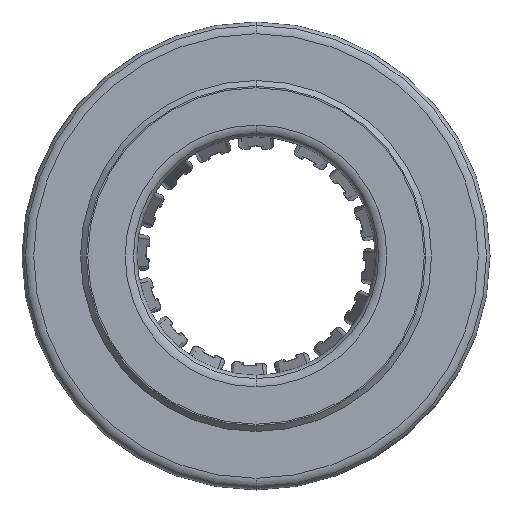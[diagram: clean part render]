
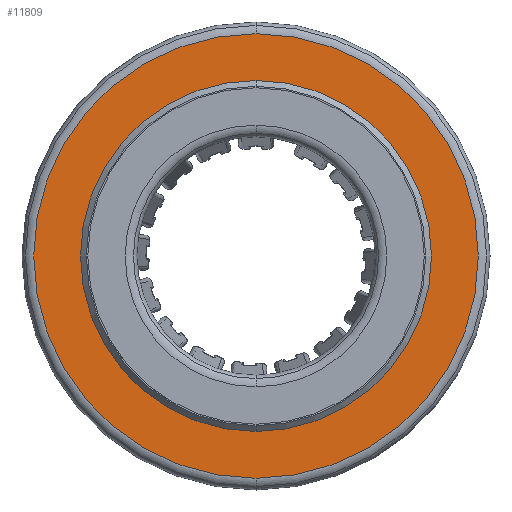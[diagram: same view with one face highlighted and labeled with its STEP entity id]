
A CAD part, front view. The second image highlights one B-rep face of the part: STEP entity #11809.
In plain terms, the highlighted planar face has unit normal (0, -1, 0).
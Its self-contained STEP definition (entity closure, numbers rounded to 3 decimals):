
#1906=CARTESIAN_POINT('',(0.,0.4,0.));
#1907=DIRECTION('',(0.,-1.,0.));
#1908=DIRECTION('',(0.,0.,1.));
#1909=AXIS2_PLACEMENT_3D('',#1906,#1907,#1908);
#1911=CARTESIAN_POINT('',(0.,0.4,0.));
#1912=DIRECTION('',(0.,-1.,0.));
#1913=DIRECTION('',(0.,0.,-1.));
#1914=AXIS2_PLACEMENT_3D('',#1911,#1912,#1913);
#1916=CARTESIAN_POINT('',(0.,0.4,0.));
#1917=DIRECTION('',(0.,1.,0.));
#1918=DIRECTION('',(0.,0.,-1.));
#1919=AXIS2_PLACEMENT_3D('',#1916,#1917,#1918);
#1921=CARTESIAN_POINT('',(0.,0.4,0.));
#1922=DIRECTION('',(0.,1.,0.));
#1923=DIRECTION('',(0.,0.,1.));
#1924=AXIS2_PLACEMENT_3D('',#1921,#1922,#1923);
#10447=CARTESIAN_POINT('',(0.,0.4,-6.));
#10449=VERTEX_POINT('',#10447);
#10451=CARTESIAN_POINT('',(0.,0.4,6.));
#10453=VERTEX_POINT('',#10451);
#10493=CARTESIAN_POINT('',(0.,0.4,-7.6));
#10495=VERTEX_POINT('',#10493);
#10499=CARTESIAN_POINT('',(0.,0.4,7.6));
#10500=VERTEX_POINT('',#10499);
#11794=CARTESIAN_POINT('',(0.,0.4,8.));
#11795=DIRECTION('',(0.,1.,0.));
#11796=DIRECTION('',(0.,0.,-1.));
#11797=AXIS2_PLACEMENT_3D('',#11794,#11795,#11796);
#11798=PLANE('',#11797);
#11800=ORIENTED_EDGE('',*,*,#11799,.F.);
#11802=ORIENTED_EDGE('',*,*,#11801,.F.);
#11803=EDGE_LOOP('',(#11800,#11802));
#11804=FACE_OUTER_BOUND('',#11803,.F.);
#11805=ORIENTED_EDGE('',*,*,#11761,.F.);
#11806=ORIENTED_EDGE('',*,*,#11776,.F.);
#11807=EDGE_LOOP('',(#11805,#11806));
#11808=FACE_BOUND('',#11807,.F.);
#11809=ADVANCED_FACE('',(#11804,#11808),#11798,.F.);
#1910=CIRCLE('',#1909,7.6);
#1915=CIRCLE('',#1914,7.6);
#1920=CIRCLE('',#1919,6.);
#1925=CIRCLE('',#1924,6.);
#11761=EDGE_CURVE('',#10449,#10453,#1920,.T.);
#11776=EDGE_CURVE('',#10453,#10449,#1925,.T.);
#11799=EDGE_CURVE('',#10500,#10495,#1910,.T.);
#11801=EDGE_CURVE('',#10495,#10500,#1915,.T.);
